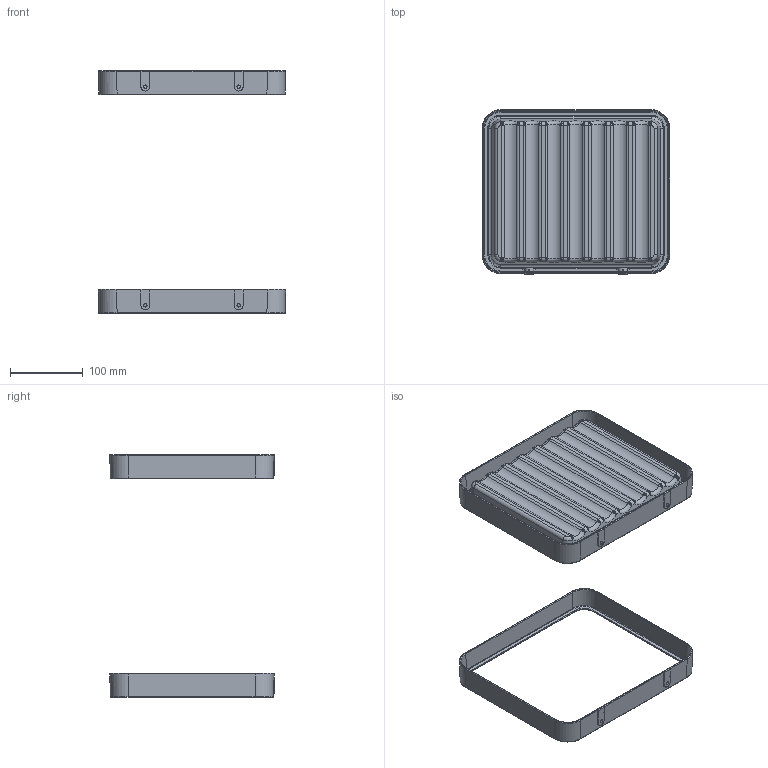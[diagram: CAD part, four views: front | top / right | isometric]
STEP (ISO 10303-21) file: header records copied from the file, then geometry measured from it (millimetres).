
FILE_DESCRIPTION(('Creo Elements/Direct Modeling STEP Export'),'2;1');
FILE_NAME('2429.stp','2022-05-31T11:15:28',(''),(''),'Creo Elements/Direct Modeling STEP processor for AP214 (Solid Model)','Creo Elements/Direct Modeling 20.0 12-Nov-2016 (C) Parametric Technology GmbH','');
FILE_SCHEMA(('AUTOMOTIVE_DESIGN { 1 0 10303 214 1 1 1 1 }'));
Length unit declared in the file: millimetre
Products named in the file (6): ZN-10304.1.1; ZN-10304.1; H034.1
Assembly tree (3 placements, depth 2):
  ZN-10304.1.1
    ZN-10304.1.1
  ZN-10304.1
    ZN-10304.1
  H034.1
    H034.1
Bounding box: 256.62 x 225.33 x 333 mm (x, y, z)
Volume: 295594.7 mm3; surface area: 290297.4 mm2
Topology: 3 solids, 3 shells, 674 faces, 1596 edges, 932 vertices
Faces by surface type: bspline 290, cylinder 248, plane 96, cone 24, torus 16
Entity records: 53769 total; most frequent: CARTESIAN_POINT 41556, ORIENTED_EDGE 3192, EDGE_CURVE 1596, DIRECTION 1484, VERTEX_POINT 932, EDGE_LOOP 690, FACE_OUTER_BOUND 674, ADVANCED_FACE 674
